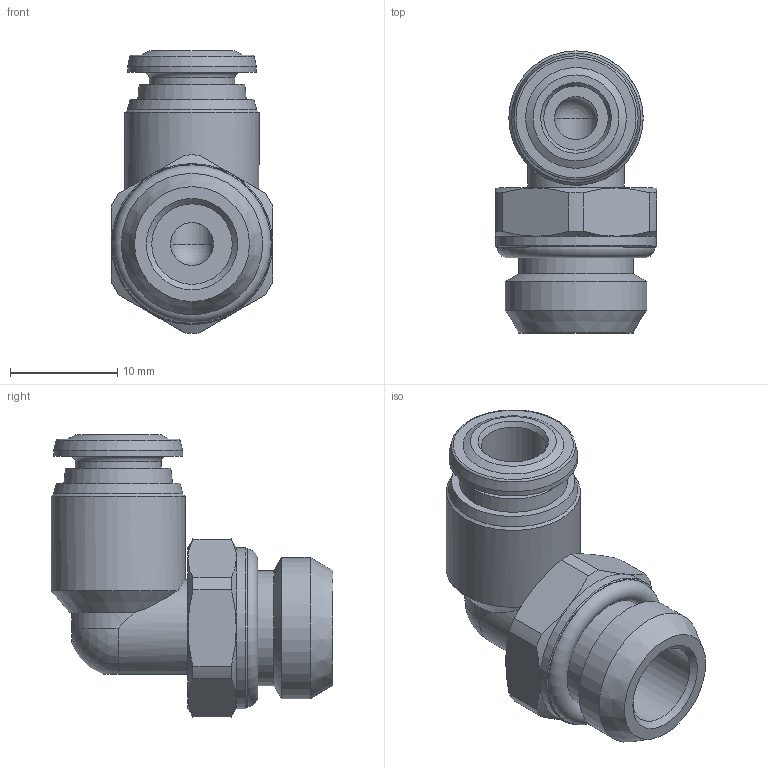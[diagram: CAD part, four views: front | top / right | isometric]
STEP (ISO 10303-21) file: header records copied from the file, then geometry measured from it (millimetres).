
FILE_DESCRIPTION(/* description */ ('STEP AP214'),/* implementation_level */ '2;1');
FILE_NAME(/* name */ '8085683_NPQR-L-G14-Q6',/* time_stamp */ '2024-09-13T08:40:30+02:00',/* author */ ('License CC BY-ND 4.0'),/* organization */ ('CADENAS'),/* preprocessor_version */ 'ST-DEVELOPER v19.3',/* originating_system */ 'PARTsolutions',/* authorisation */ ' ');
FILE_SCHEMA (('AUTOMOTIVE_DESIGN {1 0 10303 214 3 1 1}'));
Length unit declared in the file: millimetre
Products named in the file (1): 8085683 NPQR-L-G14-Q6---(high)
Bounding box: 15 x 26.25 x 26.3 mm (x, y, z)
Volume: 3272.6 mm3; surface area: 2595.6 mm2
Topology: 1 solids, 1 shells, 66 faces, 142 edges, 85 vertices
Faces by surface type: cone 23, cylinder 19, plane 19, torus 3, sphere 2
Full cylindrical faces by diameter (mm): 4 x2, 6 x1, 7.5 x1, 8 x1, 10.7 x1, 12 x1, 12.5 x1, 13.157 x1, 15 x1
Entity records: 2159 total; most frequent: CARTESIAN_POINT 350, DIRECTION 292, ORIENTED_EDGE 230, AXIS2_PLACEMENT_3D 137, EDGE_CURVE 115, EDGE_LOOP 99, FACE_BOUND 99, VERTEX_POINT 82
